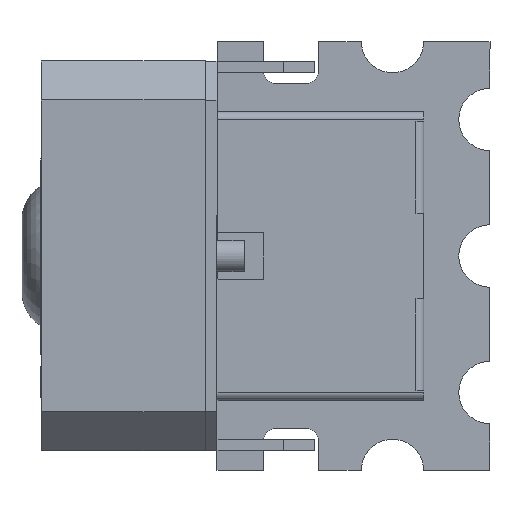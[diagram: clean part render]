
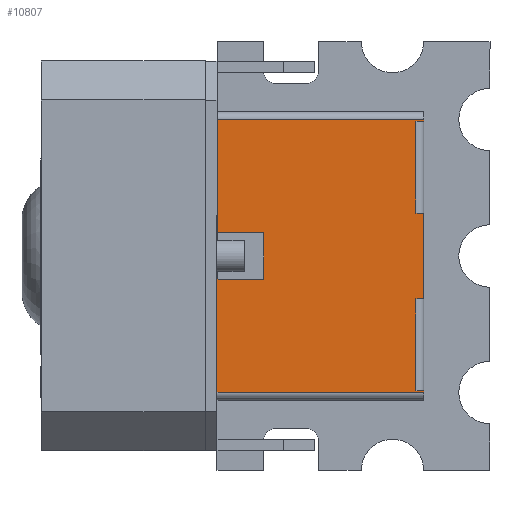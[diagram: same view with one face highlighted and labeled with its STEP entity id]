
A CAD part, left-side view. The second image highlights one B-rep face of the part: STEP entity #10807.
In plain terms, the highlighted face is planar.
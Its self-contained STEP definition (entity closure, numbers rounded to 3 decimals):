
#65 = CARTESIAN_POINT ( 'NONE',  ( -3.5, 0.2, 2.65 ) ) ;
#95 = ORIENTED_EDGE ( 'NONE', *, *, #3518, .F. ) ;
#290 = LINE ( 'NONE', #12620, #14493 ) ;
#499 = VECTOR ( 'NONE', #10711, 1000. ) ;
#581 = ORIENTED_EDGE ( 'NONE', *, *, #6528, .F. ) ;
#628 = CARTESIAN_POINT ( 'NONE',  ( -1.1, 0.2, 2.65 ) ) ;
#896 = EDGE_CURVE ( 'NONE', #7947, #12449, #3810, .T. ) ;
#1028 = EDGE_CURVE ( 'NONE', #4586, #4620, #8339, .T. ) ;
#1080 = EDGE_CURVE ( 'NONE', #12954, #6178, #9557, .T. ) ;
#1147 = DIRECTION ( 'NONE',  ( 1., 0., 0. ) ) ;
#1239 = ORIENTED_EDGE ( 'NONE', *, *, #9361, .T. ) ;
#1437 = LINE ( 'NONE', #12121, #12983 ) ;
#1494 = EDGE_CURVE ( 'NONE', #13083, #13765, #4672, .T. ) ;
#1612 = ORIENTED_EDGE ( 'NONE', *, *, #7295, .T. ) ;
#1686 = ORIENTED_EDGE ( 'NONE', *, *, #11985, .T. ) ;
#1740 = VERTEX_POINT ( 'NONE', #12906 ) ;
#1834 = CARTESIAN_POINT ( 'NONE',  ( -1.1, 0.2, 2.45 ) ) ;
#2411 = VECTOR ( 'NONE', #7695, 1000. ) ;
#2438 = CARTESIAN_POINT ( 'NONE',  ( -3.5, 0.2, 0. ) ) ;
#2516 = CARTESIAN_POINT ( 'NONE',  ( -0.6, 0.2, -2.65 ) ) ;
#3518 = EDGE_CURVE ( 'NONE', #1740, #7380, #290, .T. ) ;
#3530 = VECTOR ( 'NONE', #6339, 1000. ) ;
#3556 = VERTEX_POINT ( 'NONE', #5837 ) ;
#3633 = CARTESIAN_POINT ( 'NONE',  ( 0.6, 0.2, -2.65 ) ) ;
#3723 = EDGE_LOOP ( 'NONE', ( #95, #14427, #11557, #5320, #1612, #8765, #581, #6002, #6632, #12339, #1239, #12359, #12371, #10888, #1686, #14269 ) ) ;
#3788 = LINE ( 'NONE', #2438, #9356 ) ;
#3799 = VERTEX_POINT ( 'NONE', #1834 ) ;
#3810 = LINE ( 'NONE', #11645, #499 ) ;
#4102 = AXIS2_PLACEMENT_3D ( 'NONE', #9229, #12607, #5921 ) ;
#4171 = CARTESIAN_POINT ( 'NONE',  ( -3.7, 0.2, 2.65 ) ) ;
#4209 = CARTESIAN_POINT ( 'NONE',  ( -3.7, 0.2, 2.65 ) ) ;
#4300 = CARTESIAN_POINT ( 'NONE',  ( -3.5, 0.2, -2.65 ) ) ;
#4328 = DIRECTION ( 'NONE',  ( -1., 0., 0. ) ) ;
#4423 = CARTESIAN_POINT ( 'NONE',  ( 3.45, 0.2, 0. ) ) ;
#4441 = VERTEX_POINT ( 'NONE', #6866 ) ;
#4586 = VERTEX_POINT ( 'NONE', #6964 ) ;
#4620 = VERTEX_POINT ( 'NONE', #11651 ) ;
#4672 = LINE ( 'NONE', #4171, #7287 ) ;
#4753 = CARTESIAN_POINT ( 'NONE',  ( 0., 0.2, 2.45 ) ) ;
#5133 = CARTESIAN_POINT ( 'NONE',  ( -3.7, 0.2, 2.65 ) ) ;
#5264 = EDGE_CURVE ( 'NONE', #13083, #3799, #13644, .T. ) ;
#5320 = ORIENTED_EDGE ( 'NONE', *, *, #8419, .F. ) ;
#5336 = DIRECTION ( 'NONE',  ( 1., 0., 0. ) ) ;
#5395 = LINE ( 'NONE', #6334, #2411 ) ;
#5635 = DIRECTION ( 'NONE',  ( -1., 0., 0. ) ) ;
#5837 = CARTESIAN_POINT ( 'NONE',  ( 1.1, 0.2, 2.45 ) ) ;
#5879 = DIRECTION ( 'NONE',  ( -1., 0., 0. ) ) ;
#5921 = DIRECTION ( 'NONE',  ( 0., 0., -1. ) ) ;
#6002 = ORIENTED_EDGE ( 'NONE', *, *, #5264, .F. ) ;
#6036 = CARTESIAN_POINT ( 'NONE',  ( 3.5, 0.2, 0. ) ) ;
#6128 = LINE ( 'NONE', #3633, #12062 ) ;
#6178 = VERTEX_POINT ( 'NONE', #4300 ) ;
#6334 = CARTESIAN_POINT ( 'NONE',  ( 1.1, 0.2, 0. ) ) ;
#6339 = DIRECTION ( 'NONE',  ( 0., 0., 1. ) ) ;
#6528 = EDGE_CURVE ( 'NONE', #3799, #7947, #13133, .T. ) ;
#6632 = ORIENTED_EDGE ( 'NONE', *, *, #1494, .T. ) ;
#6823 = VECTOR ( 'NONE', #5879, 1000. ) ;
#6866 = CARTESIAN_POINT ( 'NONE',  ( 3.5, 0.2, 2.65 ) ) ;
#6943 = VECTOR ( 'NONE', #5635, 1000. ) ;
#6964 = CARTESIAN_POINT ( 'NONE',  ( 3.45, 0.2, 2.65 ) ) ;
#6971 = CARTESIAN_POINT ( 'NONE',  ( 1.1, 0.2, 2.65 ) ) ;
#7148 = LINE ( 'NONE', #4209, #12743 ) ;
#7287 = VECTOR ( 'NONE', #7831, 1000. ) ;
#7295 = EDGE_CURVE ( 'NONE', #13651, #12449, #7148, .T. ) ;
#7380 = VERTEX_POINT ( 'NONE', #11267 ) ;
#7449 = CARTESIAN_POINT ( 'NONE',  ( 0.6, 0.2, -2.65 ) ) ;
#7693 = EDGE_CURVE ( 'NONE', #3556, #13765, #5395, .T. ) ;
#7695 = DIRECTION ( 'NONE',  ( 0., 0., 1. ) ) ;
#7831 = DIRECTION ( 'NONE',  ( 1., 0., 0. ) ) ;
#7947 = VERTEX_POINT ( 'NONE', #13713 ) ;
#7987 = VECTOR ( 'NONE', #9982, 1000. ) ;
#8339 = LINE ( 'NONE', #4423, #7987 ) ;
#8419 = EDGE_CURVE ( 'NONE', #13651, #6178, #3788, .T. ) ;
#8765 = ORIENTED_EDGE ( 'NONE', *, *, #896, .F. ) ;
#8842 = VECTOR ( 'NONE', #13870, 1000. ) ;
#9229 = CARTESIAN_POINT ( 'NONE',  ( 0., 0.2, 0. ) ) ;
#9356 = VECTOR ( 'NONE', #11371, 1000. ) ;
#9361 = EDGE_CURVE ( 'NONE', #3556, #4620, #11493, .T. ) ;
#9557 = LINE ( 'NONE', #10128, #6943 ) ;
#9982 = DIRECTION ( 'NONE',  ( 0., 0., -1. ) ) ;
#10128 = CARTESIAN_POINT ( 'NONE',  ( -3.7, 0.2, -2.65 ) ) ;
#10228 = DIRECTION ( 'NONE',  ( 1., 0., 0. ) ) ;
#10289 = EDGE_CURVE ( 'NONE', #10549, #4441, #14481, .T. ) ;
#10549 = VERTEX_POINT ( 'NONE', #13176 ) ;
#10648 = VECTOR ( 'NONE', #14455, 1000. ) ;
#10711 = DIRECTION ( 'NONE',  ( 0., 0., 1. ) ) ;
#10739 = FACE_OUTER_BOUND ( 'NONE', #3723, .T. ) ;
#10807 = ADVANCED_FACE ( 'NONE', ( #10739 ), #13706, .F. ) ;
#10888 = ORIENTED_EDGE ( 'NONE', *, *, #10289, .F. ) ;
#11267 = CARTESIAN_POINT ( 'NONE',  ( 0.6, 0.2, -1.45 ) ) ;
#11371 = DIRECTION ( 'NONE',  ( 0., 0., -1. ) ) ;
#11462 = DIRECTION ( 'NONE',  ( 0., 0., -1. ) ) ;
#11493 = LINE ( 'NONE', #12264, #14166 ) ;
#11557 = ORIENTED_EDGE ( 'NONE', *, *, #1080, .T. ) ;
#11603 = EDGE_CURVE ( 'NONE', #12954, #1740, #12452, .T. ) ;
#11645 = CARTESIAN_POINT ( 'NONE',  ( -3.45, 0.2, 0. ) ) ;
#11651 = CARTESIAN_POINT ( 'NONE',  ( 3.45, 0.2, 2.45 ) ) ;
#11728 = LINE ( 'NONE', #5133, #14408 ) ;
#11814 = DIRECTION ( 'NONE',  ( 1., 0., 0. ) ) ;
#11901 = CARTESIAN_POINT ( 'NONE',  ( -0.6, 0.2, -2.65 ) ) ;
#11954 = VERTEX_POINT ( 'NONE', #7449 ) ;
#11985 = EDGE_CURVE ( 'NONE', #10549, #11954, #1437, .T. ) ;
#12062 = VECTOR ( 'NONE', #11462, 1000. ) ;
#12121 = CARTESIAN_POINT ( 'NONE',  ( -3.7, 0.2, -2.65 ) ) ;
#12264 = CARTESIAN_POINT ( 'NONE',  ( 3.45, 0.2, 2.45 ) ) ;
#12339 = ORIENTED_EDGE ( 'NONE', *, *, #7693, .F. ) ;
#12359 = ORIENTED_EDGE ( 'NONE', *, *, #1028, .F. ) ;
#12371 = ORIENTED_EDGE ( 'NONE', *, *, #12546, .T. ) ;
#12449 = VERTEX_POINT ( 'NONE', #13888 ) ;
#12452 = LINE ( 'NONE', #11901, #3530 ) ;
#12546 = EDGE_CURVE ( 'NONE', #4586, #4441, #11728, .T. ) ;
#12607 = DIRECTION ( 'NONE',  ( 0., -1., 0. ) ) ;
#12620 = CARTESIAN_POINT ( 'NONE',  ( -0.6, 0.2, -1.45 ) ) ;
#12743 = VECTOR ( 'NONE', #5336, 1000. ) ;
#12906 = CARTESIAN_POINT ( 'NONE',  ( -0.6, 0.2, -1.45 ) ) ;
#12944 = EDGE_CURVE ( 'NONE', #7380, #11954, #6128, .T. ) ;
#12954 = VERTEX_POINT ( 'NONE', #2516 ) ;
#12983 = VECTOR ( 'NONE', #4328, 1000. ) ;
#13083 = VERTEX_POINT ( 'NONE', #628 ) ;
#13133 = LINE ( 'NONE', #4753, #6823 ) ;
#13176 = CARTESIAN_POINT ( 'NONE',  ( 3.5, 0.2, -2.65 ) ) ;
#13304 = CARTESIAN_POINT ( 'NONE',  ( -1.1, 0.2, 0. ) ) ;
#13644 = LINE ( 'NONE', #13304, #10648 ) ;
#13651 = VERTEX_POINT ( 'NONE', #65 ) ;
#13706 = PLANE ( 'NONE',  #4102 ) ;
#13713 = CARTESIAN_POINT ( 'NONE',  ( -3.45, 0.2, 2.45 ) ) ;
#13765 = VERTEX_POINT ( 'NONE', #6971 ) ;
#13870 = DIRECTION ( 'NONE',  ( 0., 0., 1. ) ) ;
#13888 = CARTESIAN_POINT ( 'NONE',  ( -3.45, 0.2, 2.65 ) ) ;
#14166 = VECTOR ( 'NONE', #1147, 1000. ) ;
#14269 = ORIENTED_EDGE ( 'NONE', *, *, #12944, .F. ) ;
#14408 = VECTOR ( 'NONE', #11814, 1000. ) ;
#14427 = ORIENTED_EDGE ( 'NONE', *, *, #11603, .F. ) ;
#14455 = DIRECTION ( 'NONE',  ( 0., 0., -1. ) ) ;
#14481 = LINE ( 'NONE', #6036, #8842 ) ;
#14493 = VECTOR ( 'NONE', #10228, 1000. ) ;
